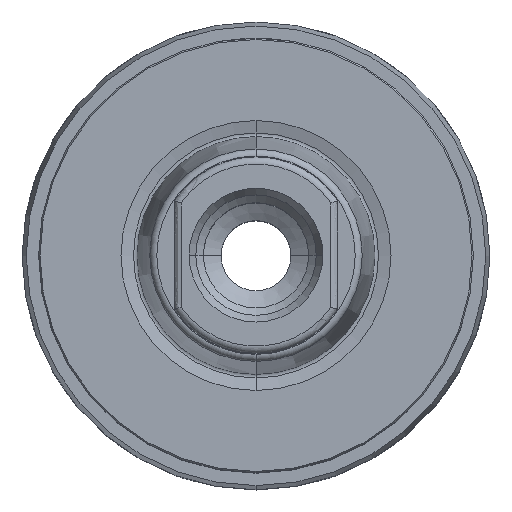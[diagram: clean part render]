
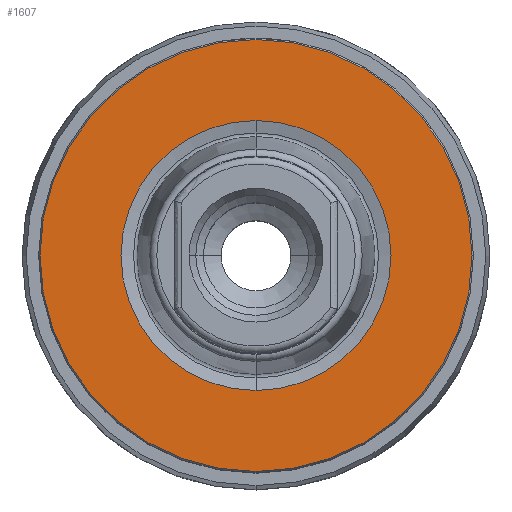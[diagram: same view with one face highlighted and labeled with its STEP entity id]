
A CAD part, top view. The second image highlights one B-rep face of the part: STEP entity #1607.
In plain terms, the highlighted planar face has unit normal (0, 0, 1).
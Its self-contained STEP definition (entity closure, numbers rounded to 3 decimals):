
#480=CARTESIAN_POINT('',(0.,0.,0.));
#481=DIRECTION('',(0.,0.,-1.));
#482=DIRECTION('',(0.,-1.,0.));
#483=AXIS2_PLACEMENT_3D('',#480,#481,#482);
#502=CARTESIAN_POINT('',(0.,0.,0.));
#503=DIRECTION('',(0.,0.,1.));
#504=DIRECTION('',(0.,-1.,0.));
#505=AXIS2_PLACEMENT_3D('',#502,#503,#504);
#510=CARTESIAN_POINT('',(0.,0.,0.));
#511=DIRECTION('',(0.,0.,-1.));
#512=DIRECTION('',(0.,1.,0.));
#513=AXIS2_PLACEMENT_3D('',#510,#511,#512);
#518=CARTESIAN_POINT('',(0.,0.,0.));
#519=DIRECTION('',(0.,0.,-1.));
#520=DIRECTION('',(0.,-1.,0.));
#521=AXIS2_PLACEMENT_3D('',#518,#519,#520);
#989=CARTESIAN_POINT('',(0.,-5.776,0.));
#991=VERTEX_POINT('',#989);
#999=CARTESIAN_POINT('',(0.,5.776,0.));
#1001=VERTEX_POINT('',#999);
#1087=CARTESIAN_POINT('',(0.,9.242,0.));
#1088=VERTEX_POINT('',#1087);
#1089=CARTESIAN_POINT('',(0.,-9.242,0.));
#1090=VERTEX_POINT('',#1089);
#1592=CARTESIAN_POINT('',(0.,0.,0.));
#1593=DIRECTION('',(0.,0.,-1.));
#1594=DIRECTION('',(0.,1.,0.));
#1595=AXIS2_PLACEMENT_3D('',#1592,#1593,#1594);
#1596=PLANE('',#1595);
#1598=ORIENTED_EDGE('',*,*,#1597,.T.);
#1600=ORIENTED_EDGE('',*,*,#1599,.T.);
#1601=EDGE_LOOP('',(#1598,#1600));
#1602=FACE_OUTER_BOUND('',#1601,.F.);
#1603=ORIENTED_EDGE('',*,*,#1571,.F.);
#1604=ORIENTED_EDGE('',*,*,#1587,.T.);
#1605=EDGE_LOOP('',(#1603,#1604));
#1606=FACE_BOUND('',#1605,.F.);
#484=CIRCLE('',#483,5.776);
#506=CIRCLE('',#505,5.776);
#514=CIRCLE('',#513,9.242);
#522=CIRCLE('',#521,9.242);
#1571=EDGE_CURVE('',#991,#1001,#484,.T.);
#1587=EDGE_CURVE('',#991,#1001,#506,.T.);
#1597=EDGE_CURVE('',#1088,#1090,#514,.T.);
#1599=EDGE_CURVE('',#1090,#1088,#522,.T.);
#1607=ADVANCED_FACE('',(#1602,#1606),#1596,.F.);
